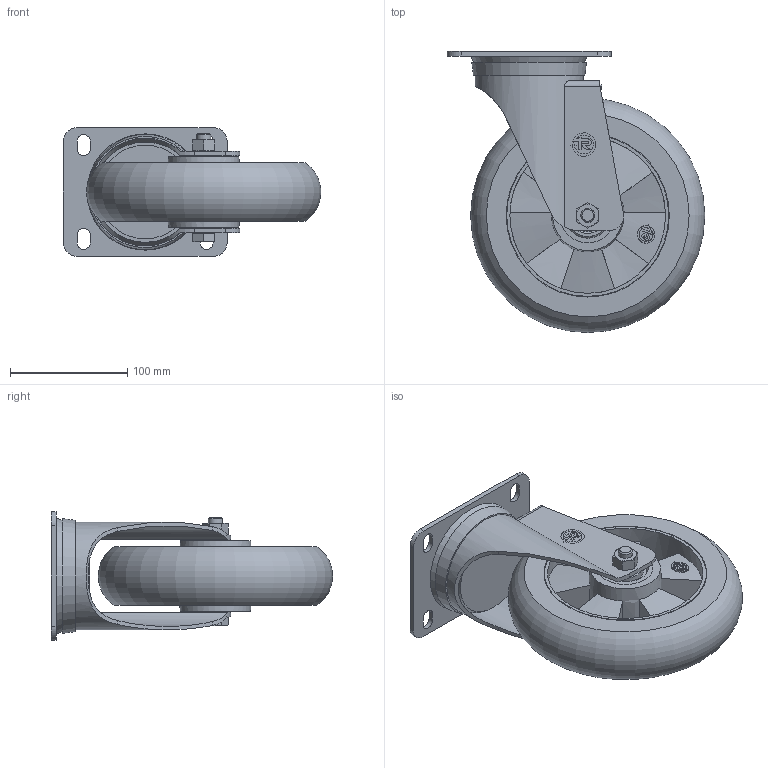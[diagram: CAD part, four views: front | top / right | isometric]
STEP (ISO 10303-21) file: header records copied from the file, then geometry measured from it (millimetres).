
FILE_DESCRIPTION( ( 'STEP AP214' ), ' ' );
FILE_NAME( '624606.stp', '2018-04-04T07:39:51', ( '' ), ( '' ), ' ', 'PARTsolutions', ' ' );
FILE_SCHEMA( ( 'AUTOMOTIVE_DESIGN { 1 0 10303 214 1 1 1 1 }' ) );
Length unit declared in the file: millimetre
Products named in the file (8): 624606; _624146; _Serie 62 ER HUB -622146- 20; _Serie 62 ER SHAFT - 622146- 20; _Shaft 200-M12-50-20600; _SRP/M 200-140x110-b; _Bolt M12(20-200-50-85GREY); _Nut M12(GREY)
Assembly tree (8 placements, depth 2):
  624606
    _624146
    _Serie 62 ER HUB -622146- 20  x2
    _Serie 62 ER SHAFT - 622146- 20
    _Shaft 200-M12-50-20600
    _SRP/M 200-140x110-b
    _Bolt M12(20-200-50-85GREY)
    _Nut M12(GREY)
Bounding box: 219.99 x 239.99 x 110 mm (x, y, z)
Volume: 1220765.2 mm3; surface area: 259095.9 mm2
Topology: 8 solids, 8 shells, 315 faces, 761 edges, 490 vertices
Faces by surface type: plane 169, cylinder 80, cone 46, torus 17, bspline 3
Full cylindrical faces by diameter (mm): 10.106 x1, 12 x4, 16.47 x1, 20 x3, 21 x2, 25 x1, 28.08 x4, 30.79 x4, 32.069 x1, 36.21 x4, 38.92 x4, 44 x1, 47 x4, 80 x1, 86 x1, 92 x1, 133 x2, 138.3 x2, 139.3 x2
Entity records: 11662 total; most frequent: CARTESIAN_POINT 2426, DIRECTION 1378, ORIENTED_EDGE 1330, EDGE_CURVE 665, AXIS2_PLACEMENT_3D 516, VERTEX_POINT 466, EDGE_LOOP 396, LINE 346
